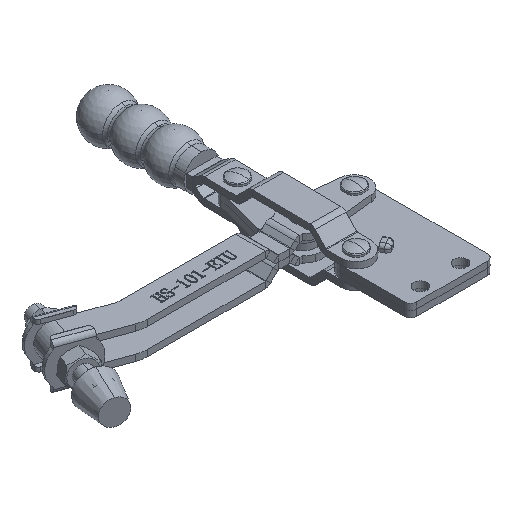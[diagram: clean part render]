
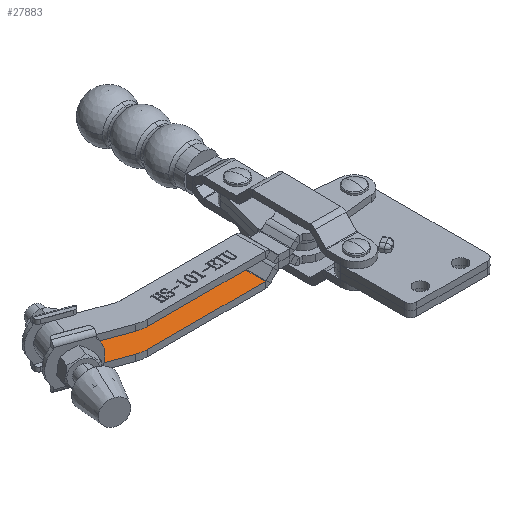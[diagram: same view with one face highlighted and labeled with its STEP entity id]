
A CAD part, isometric view. The second image highlights one B-rep face of the part: STEP entity #27883.
In plain terms, the highlighted face is planar.
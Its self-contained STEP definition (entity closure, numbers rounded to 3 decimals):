
#178 = EDGE_CURVE ( 'NONE', #26705, #26102, #16043, .T. ) ;
#183 = EDGE_CURVE ( 'NONE', #26809, #26084, #16041, .T. ) ;
#196 = EDGE_CURVE ( 'NONE', #27143, #27243, #16006, .T. ) ;
#473 = EDGE_CURVE ( 'NONE', #25848, #26102, #15064, .T. ) ;
#477 = EDGE_CURVE ( 'NONE', #25788, #27143, #15069, .T. ) ;
#660 = EDGE_CURVE ( 'NONE', #27243, #26809, #14819, .T. ) ;
#717 = EDGE_CURVE ( 'NONE', #26705, #26084, #14717, .T. ) ;
#819 = EDGE_CURVE ( 'NONE', #25848, #25788, #14570, .T. ) ;
#1015 = AXIS2_PLACEMENT_3D ( 'NONE', #26352, #26335, #26390 ) ;
#1025 = AXIS2_PLACEMENT_3D ( 'NONE', #27567, #27809, #27864 ) ;
#1439 = AXIS2_PLACEMENT_3D ( 'NONE', #3767, #3685, #3674 ) ;
#3674 = DIRECTION ( 'NONE',  ( 0., 0., -1. ) ) ;
#3685 = DIRECTION ( 'NONE',  ( 0., -1., 0. ) ) ;
#3705 = PLANE ( 'NONE',  #1439 ) ;
#3767 = CARTESIAN_POINT ( 'NONE',  ( 0., 4.7, 100. ) ) ;
#3919 = CARTESIAN_POINT ( 'NONE',  ( 23.359, 4.7, 3. ) ) ;
#4311 = CARTESIAN_POINT ( 'NONE',  ( 28.148, 4.7, 3.844 ) ) ;
#4747 = CARTESIAN_POINT ( 'NONE',  ( 80.527, 4.7, 22.909 ) ) ;
#4836 = CARTESIAN_POINT ( 'NONE',  ( 25.016, 4.7, 17.603 ) ) ;
#7758 = CARTESIAN_POINT ( 'NONE',  ( 21.596, 4.7, 17. ) ) ;
#7850 = CARTESIAN_POINT ( 'NONE',  ( 75.738, 4.7, 36.064 ) ) ;
#8212 = CARTESIAN_POINT ( 'NONE',  ( 0., 4.7, 17. ) ) ;
#8289 = CARTESIAN_POINT ( 'NONE',  ( 0., 4.7, 3. ) ) ;
#11065 = FACE_OUTER_BOUND ( 'NONE', #25316, .T. ) ;
#14564 = VECTOR ( 'NONE', #16988, 1000. ) ;
#14570 = LINE ( 'NONE', #16973, #14564 ) ;
#14714 = VECTOR ( 'NONE', #18778, 1000. ) ;
#14717 = LINE ( 'NONE', #18779, #14714 ) ;
#14814 = VECTOR ( 'NONE', #18978, 1000. ) ;
#14819 = LINE ( 'NONE', #18984, #14814 ) ;
#15056 = VECTOR ( 'NONE', #22548, 1000. ) ;
#15062 = VECTOR ( 'NONE', #22561, 1000. ) ;
#15064 = LINE ( 'NONE', #22562, #15062 ) ;
#15069 = LINE ( 'NONE', #22543, #15056 ) ;
#16006 = CIRCLE ( 'NONE', #1025, 14. ) ;
#16034 = VECTOR ( 'NONE', #26266, 1000. ) ;
#16041 = LINE ( 'NONE', #26379, #16034 ) ;
#16043 = CIRCLE ( 'NONE', #1015, 10. ) ;
#16973 = CARTESIAN_POINT ( 'NONE',  ( 0., 4.7, 100. ) ) ;
#16988 = DIRECTION ( 'NONE',  ( 0., 0., -1. ) ) ;
#18778 = DIRECTION ( 'NONE',  ( 0.94, 0., 0.342 ) ) ;
#18779 = CARTESIAN_POINT ( 'NONE',  ( 29.408, 4.7, 19.202 ) ) ;
#18978 = DIRECTION ( 'NONE',  ( 0.94, 0., 0.342 ) ) ;
#18984 = CARTESIAN_POINT ( 'NONE',  ( 34.196, 4.7, 6.046 ) ) ;
#21415 = ORIENTED_EDGE ( 'NONE', *, *, #819, .T. ) ;
#21426 = ORIENTED_EDGE ( 'NONE', *, *, #473, .F. ) ;
#21427 = ORIENTED_EDGE ( 'NONE', *, *, #178, .T. ) ;
#21428 = ORIENTED_EDGE ( 'NONE', *, *, #717, .F. ) ;
#21429 = ORIENTED_EDGE ( 'NONE', *, *, #183, .T. ) ;
#21430 = ORIENTED_EDGE ( 'NONE', *, *, #660, .T. ) ;
#21431 = ORIENTED_EDGE ( 'NONE', *, *, #196, .T. ) ;
#21432 = ORIENTED_EDGE ( 'NONE', *, *, #477, .T. ) ;
#22543 = CARTESIAN_POINT ( 'NONE',  ( 0., 4.7, 3. ) ) ;
#22548 = DIRECTION ( 'NONE',  ( 1., 0., 0. ) ) ;
#22561 = DIRECTION ( 'NONE',  ( 1., 0., 0. ) ) ;
#22562 = CARTESIAN_POINT ( 'NONE',  ( 0., 4.7, 17. ) ) ;
#25316 = EDGE_LOOP ( 'NONE', ( #21432, #21431, #21430, #21429, #21428, #21427, #21426, #21415 ) ) ;
#25788 = VERTEX_POINT ( 'NONE', #8289 ) ;
#25848 = VERTEX_POINT ( 'NONE', #8212 ) ;
#26084 = VERTEX_POINT ( 'NONE', #7850 ) ;
#26102 = VERTEX_POINT ( 'NONE', #7758 ) ;
#26266 = DIRECTION ( 'NONE',  ( -0.342, 0., 0.94 ) ) ;
#26335 = DIRECTION ( 'NONE',  ( 0., 1., 0. ) ) ;
#26352 = CARTESIAN_POINT ( 'NONE',  ( 21.596, 4.7, 27. ) ) ;
#26379 = CARTESIAN_POINT ( 'NONE',  ( 46.33, 4.7, 116.863 ) ) ;
#26390 = DIRECTION ( 'NONE',  ( 0., 0., -1. ) ) ;
#26705 = VERTEX_POINT ( 'NONE', #4836 ) ;
#26809 = VERTEX_POINT ( 'NONE', #4747 ) ;
#27143 = VERTEX_POINT ( 'NONE', #3919 ) ;
#27243 = VERTEX_POINT ( 'NONE', #4311 ) ;
#27567 = CARTESIAN_POINT ( 'NONE',  ( 23.359, 4.7, 17. ) ) ;
#27809 = DIRECTION ( 'NONE',  ( 0., -1., 0. ) ) ;
#27864 = DIRECTION ( 'NONE',  ( 0., 0., -1. ) ) ;
#27883 = ADVANCED_FACE ( 'NONE', ( #11065 ), #3705, .T. ) ;
